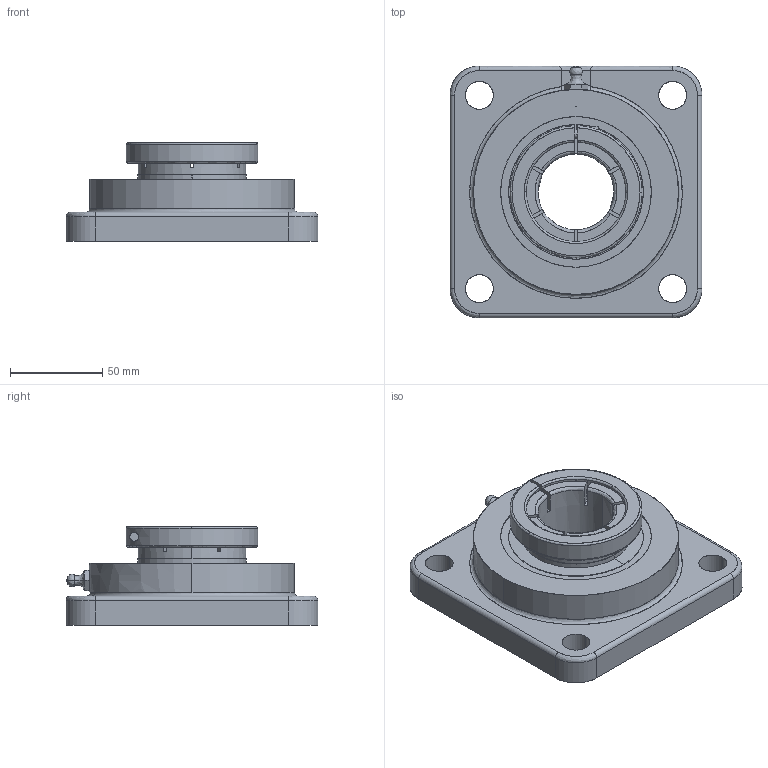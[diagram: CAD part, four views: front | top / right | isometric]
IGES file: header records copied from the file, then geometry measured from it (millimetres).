
Start section: SolidWorks IGES file using analytic representation for surfaces
Global section: file name: VFDEFAU04092026596089.igs; native system: SolidWorks 2014; preprocessor: SolidWorks 2014; author: partstream; date: 140409.202702; units: inch
Bounding box: 136.53 x 136.53 x 53.58 mm (x, y, z)
Surface area: 69979.5 mm2 (no closed solid volume)
Topology: 0 solids, 0 shells, 201 faces, 3393 edges, 3403 vertices
Faces by surface type: bspline 138, revolution 63
